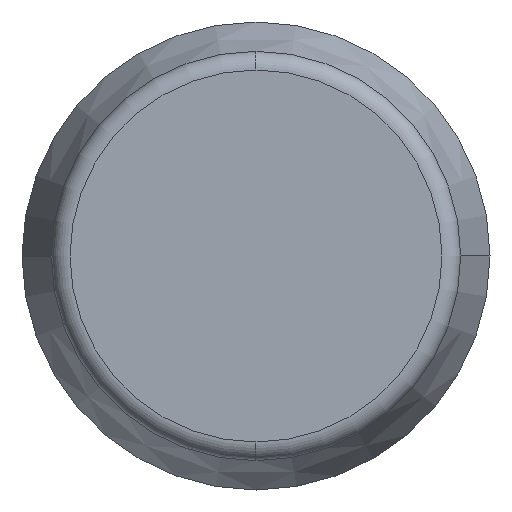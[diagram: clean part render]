
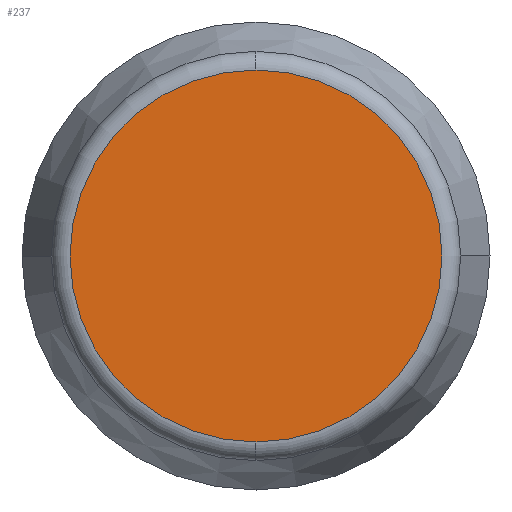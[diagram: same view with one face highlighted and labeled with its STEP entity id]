
A CAD part, front view. The second image highlights one B-rep face of the part: STEP entity #237.
In plain terms, the highlighted planar face has unit normal (0, -1, 0).
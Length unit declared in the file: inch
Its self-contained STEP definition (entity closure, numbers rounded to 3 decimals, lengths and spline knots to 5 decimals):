
#19 = CARTESIAN_POINT ( 'NONE',  ( 0., 0., -0.09935 ) ) ;
#36 = CARTESIAN_POINT ( 'NONE',  ( 0., 0., 0. ) ) ;
#56 = AXIS2_PLACEMENT_3D ( 'NONE', #36, #121, #198 ) ;
#77 = ORIENTED_EDGE ( 'NONE', *, *, #337, .T. ) ;
#80 = CIRCLE ( 'NONE', #56, 0.09935 ) ;
#99 = ORIENTED_EDGE ( 'NONE', *, *, #352, .T. ) ;
#121 = DIRECTION ( 'NONE',  ( 0., -1., 0. ) ) ;
#140 = DIRECTION ( 'NONE',  ( 0., 0., -1. ) ) ;
#150 = CARTESIAN_POINT ( 'NONE',  ( 0., 0., 0. ) ) ;
#167 = VERTEX_POINT ( 'NONE', #19 ) ;
#198 = DIRECTION ( 'NONE',  ( 0., 0., -1. ) ) ;
#212 = DIRECTION ( 'NONE',  ( 0., -1., 0. ) ) ;
#213 = EDGE_LOOP ( 'NONE', ( #77, #99 ) ) ;
#237 = ADVANCED_FACE ( 'NONE', ( #345 ), #321, .T. ) ;
#250 = AXIS2_PLACEMENT_3D ( 'NONE', #361, #212, #331 ) ;
#260 = VERTEX_POINT ( 'NONE', #324 ) ;
#269 = DIRECTION ( 'NONE',  ( 0., -1., 0. ) ) ;
#278 = CIRCLE ( 'NONE', #250, 0.09935 ) ;
#284 = AXIS2_PLACEMENT_3D ( 'NONE', #150, #269, #140 ) ;
#321 = PLANE ( 'NONE',  #284 ) ;
#324 = CARTESIAN_POINT ( 'NONE',  ( 0., 0., 0.09935 ) ) ;
#331 = DIRECTION ( 'NONE',  ( 0., 0., -1. ) ) ;
#337 = EDGE_CURVE ( 'NONE', #167, #260, #278, .T. ) ;
#345 = FACE_OUTER_BOUND ( 'NONE', #213, .T. ) ;
#352 = EDGE_CURVE ( 'NONE', #260, #167, #80, .T. ) ;
#361 = CARTESIAN_POINT ( 'NONE',  ( 0., 0., 0. ) ) ;
